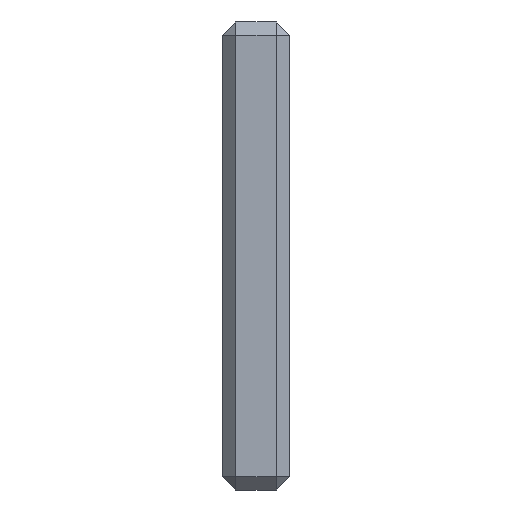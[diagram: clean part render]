
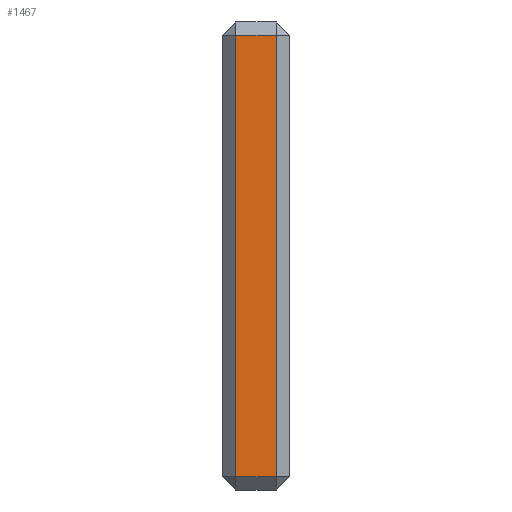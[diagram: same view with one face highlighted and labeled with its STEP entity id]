
A CAD part, front view. The second image highlights one B-rep face of the part: STEP entity #1467.
In plain terms, the highlighted planar face has unit normal (0, -1, 0).
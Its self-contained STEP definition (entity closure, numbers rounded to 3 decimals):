
#331=DIRECTION('',(0.,0.,1.));
#332=VECTOR('',#331,33.);
#333=CARTESIAN_POINT('',(-277.,-297.,-329.5));
#334=LINE('',#333,#332);
#345=DIRECTION('',(1.,0.,0.));
#346=VECTOR('',#345,3.);
#347=CARTESIAN_POINT('',(-277.,-297.,-296.5));
#348=LINE('',#347,#346);
#534=DIRECTION('',(-1.,0.,0.));
#535=VECTOR('',#534,3.);
#536=CARTESIAN_POINT('',(-274.,-297.,-329.5));
#537=LINE('',#536,#535);
#569=DIRECTION('',(0.,0.,-1.));
#570=VECTOR('',#569,33.);
#571=CARTESIAN_POINT('',(-274.,-297.,-296.5));
#572=LINE('',#571,#570);
#1137=CARTESIAN_POINT('',(-277.,-297.,-329.5));
#1138=VERTEX_POINT('',#1137);
#1139=CARTESIAN_POINT('',(-274.,-297.,-329.5));
#1140=VERTEX_POINT('',#1139);
#1141=CARTESIAN_POINT('',(-277.,-297.,-296.5));
#1142=VERTEX_POINT('',#1141);
#1143=CARTESIAN_POINT('',(-274.,-297.,-296.5));
#1144=VERTEX_POINT('',#1143);
#1453=CARTESIAN_POINT('',(-321.5,-297.,-331.));
#1454=DIRECTION('',(0.,-1.,0.));
#1455=DIRECTION('',(0.,0.,1.));
#1456=AXIS2_PLACEMENT_3D('',#1453,#1454,#1455);
#1457=PLANE('',#1456);
#1458=ORIENTED_EDGE('',*,*,#1438,.T.);
#1460=ORIENTED_EDGE('',*,*,#1459,.T.);
#1462=ORIENTED_EDGE('',*,*,#1461,.T.);
#1464=ORIENTED_EDGE('',*,*,#1463,.T.);
#1465=EDGE_LOOP('',(#1458,#1460,#1462,#1464));
#1466=FACE_OUTER_BOUND('',#1465,.F.);
#1438=EDGE_CURVE('',#1138,#1142,#334,.T.);
#1459=EDGE_CURVE('',#1142,#1144,#348,.T.);
#1461=EDGE_CURVE('',#1144,#1140,#572,.T.);
#1463=EDGE_CURVE('',#1140,#1138,#537,.T.);
#1467=ADVANCED_FACE('',(#1466),#1457,.T.);
